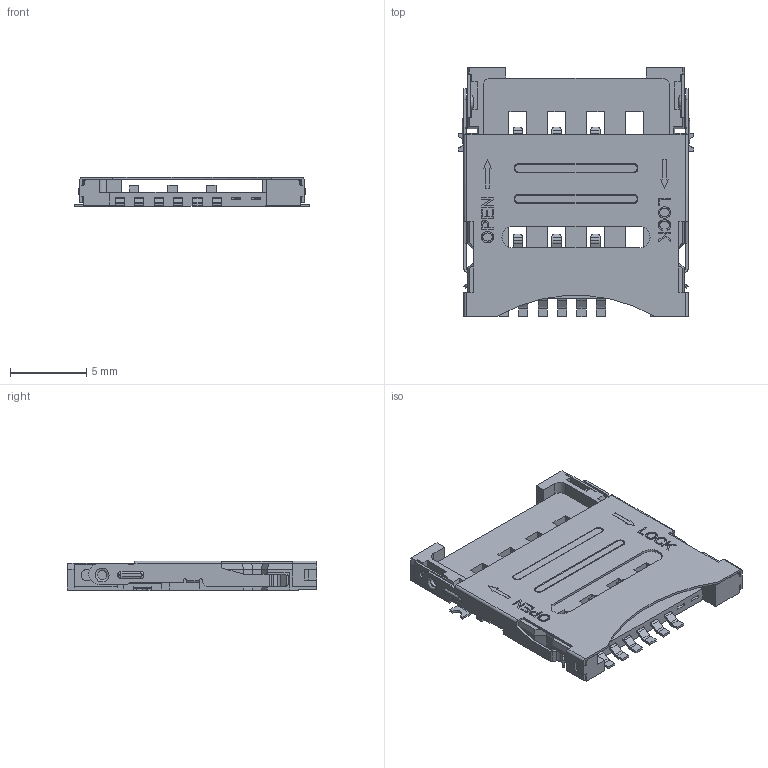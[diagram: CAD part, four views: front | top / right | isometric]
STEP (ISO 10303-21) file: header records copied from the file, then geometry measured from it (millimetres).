
FILE_DESCRIPTION(('HOOPS Exchange Step'),'2;1');
FILE_NAME('3d948262183a4cfd5faddd7220cec24720201029-1-1dff2ya.SLDPRT.step','2020-10-29T15:25:11+00:00',('root'),('Unknown organisation'),'HOOPS Exchange 2019.0','HOOPS Exchange','Unknown authorisation');
FILE_SCHEMA( ('AUTOMOTIVE_DESIGN { 1 0 10303 214 1 1 1 1 }') );
Length unit declared in the file: millimetre
Products named in the file (2): Default; 3d948262183a4cfd5faddd7220cec24720201029-1-1dff2ya
Assembly tree (1 placements, depth 2):
  3d948262183a4cfd5faddd7220cec24720201029-1-1dff2ya
    Default
Bounding box: 15.4 x 16.3 x 1.95 mm (x, y, z)
Volume: 199.1 mm3; surface area: 1359.3 mm2
Topology: 9 solids, 9 shells, 883 faces, 2507 edges, 1662 vertices
Faces by surface type: plane 632, cylinder 197, bspline 46, torus 8
Full cylindrical faces by diameter (mm): 0.5 x2, 0.55 x4, 0.6 x2, 0.8 x3, 0.9 x2, 1 x8
Entity records: 33413 total; most frequent: CARTESIAN_POINT 9969, ORIENTED_EDGE 5014, DIRECTION 4539, EDGE_CURVE 2507, VECTOR 1995, LINE 1995, VERTEX_POINT 1662, AXIS2_PLACEMENT_3D 1272
